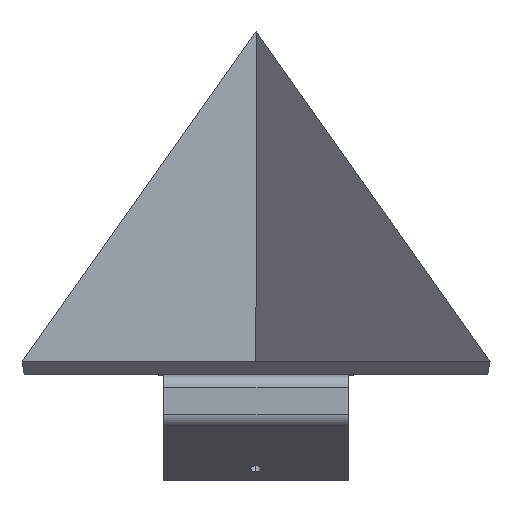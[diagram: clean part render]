
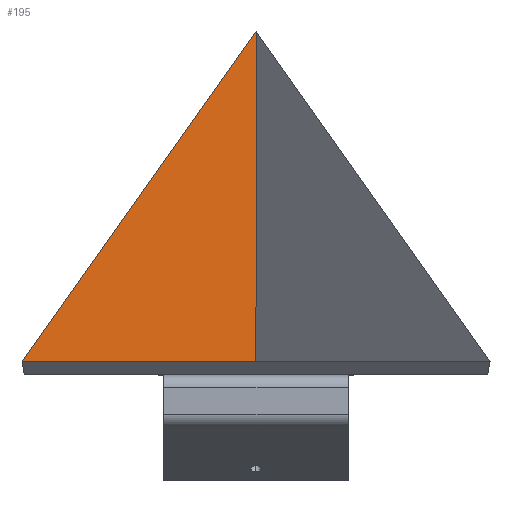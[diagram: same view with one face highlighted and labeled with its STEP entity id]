
A CAD part, top view. The second image highlights one B-rep face of the part: STEP entity #195.
In plain terms, the highlighted planar face has unit normal (0.707, 0, 0.707).
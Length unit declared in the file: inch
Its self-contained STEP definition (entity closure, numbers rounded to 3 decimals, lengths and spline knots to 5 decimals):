
#181 = VERTEX_POINT ( 'NONE', #899 ) ;
#193 = EDGE_LOOP ( 'NONE', ( #990, #858, #793 ) ) ;
#195 = ADVANCED_FACE ( 'NONE', ( #1035 ), #584, .F. ) ;
#235 = VECTOR ( 'NONE', #1058, 39.37008 ) ;
#312 = AXIS2_PLACEMENT_3D ( 'NONE', #994, #673, #502 ) ;
#349 = VECTOR ( 'NONE', #537, 39.37008 ) ;
#366 = DIRECTION ( 'NONE',  ( 0.5, 0.707, -0.5 ) ) ;
#368 = CARTESIAN_POINT ( 'NONE',  ( 0., 0., -4.45 ) ) ;
#431 = VECTOR ( 'NONE', #366, 39.37008 ) ;
#502 = DIRECTION ( 'NONE',  ( -0.707, 0., 0.707 ) ) ;
#518 = LINE ( 'NONE', #878, #349 ) ;
#537 = DIRECTION ( 'NONE',  ( 0., -1., 0. ) ) ;
#584 = PLANE ( 'NONE',  #312 ) ;
#617 = CARTESIAN_POINT ( 'NONE',  ( -4.45, 0., 0. ) ) ;
#673 = DIRECTION ( 'NONE',  ( -0.707, 0., -0.707 ) ) ;
#683 = LINE ( 'NONE', #900, #235 ) ;
#692 = VERTEX_POINT ( 'NONE', #617 ) ;
#703 = EDGE_CURVE ( 'NONE', #692, #181, #930, .T. ) ;
#778 = EDGE_CURVE ( 'NONE', #181, #806, #518, .T. ) ;
#793 = ORIENTED_EDGE ( 'NONE', *, *, #778, .F. ) ;
#806 = VERTEX_POINT ( 'NONE', #368 ) ;
#858 = ORIENTED_EDGE ( 'NONE', *, *, #984, .F. ) ;
#878 = CARTESIAN_POINT ( 'NONE',  ( 0., 6.29325, -4.45 ) ) ;
#899 = CARTESIAN_POINT ( 'NONE',  ( 0., 6.29325, -4.45 ) ) ;
#900 = CARTESIAN_POINT ( 'NONE',  ( 0., 0., -4.45 ) ) ;
#930 = LINE ( 'NONE', #1023, #431 ) ;
#984 = EDGE_CURVE ( 'NONE', #806, #692, #683, .T. ) ;
#990 = ORIENTED_EDGE ( 'NONE', *, *, #703, .F. ) ;
#994 = CARTESIAN_POINT ( 'NONE',  ( 0., 0., -4.45 ) ) ;
#1023 = CARTESIAN_POINT ( 'NONE',  ( -4.45, 0., 0. ) ) ;
#1035 = FACE_OUTER_BOUND ( 'NONE', #193, .T. ) ;
#1058 = DIRECTION ( 'NONE',  ( -0.707, 0., 0.707 ) ) ;
